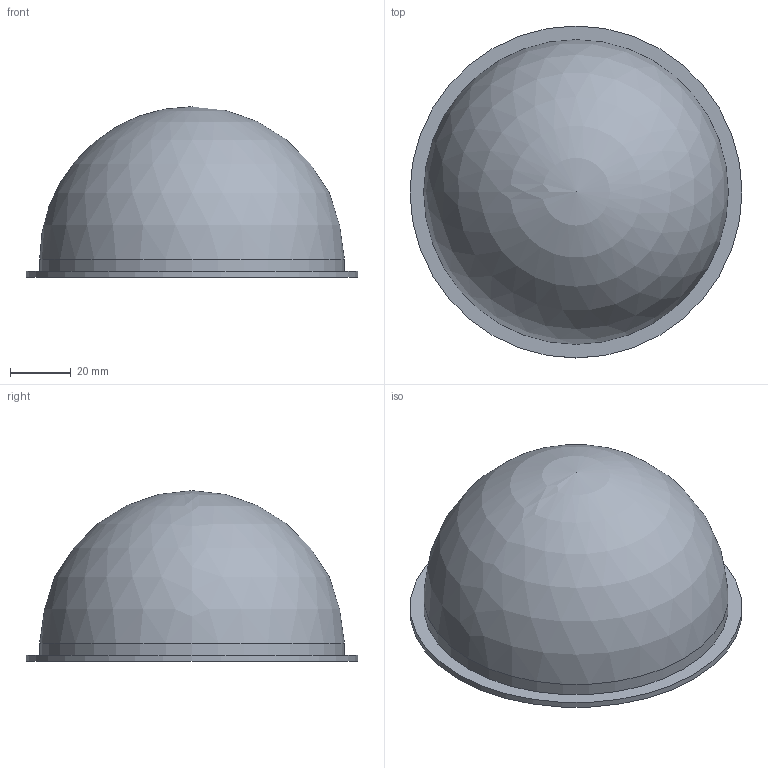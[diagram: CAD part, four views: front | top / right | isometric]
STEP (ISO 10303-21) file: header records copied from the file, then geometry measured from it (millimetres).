
FILE_DESCRIPTION(/* description */ ('','CAx-IF Rec.Pracs.---Representation and Presentation of Product Manufacturing Information (PMI)---4.0---2014-10-13'),/* implementation_level */ '2;1');
FILE_NAME(/* name */ 'OwlCat Dome 4 inch v2.step',/* time_stamp */ '2025-03-23T20:04:00+01:00',/* author */ (''),/* organization */ (''),/* preprocessor_version */ 'ST-DEVELOPER v20',/* originating_system */ 'Autodesk Translation Framework v13.20.0.188',/* authorisation */ '');
FILE_SCHEMA (('AP242_MANAGED_MODEL_BASED_3D_ENGINEERING_MIM_LF { 1 0 10303 442 1 1 4 }'));
Length unit declared in the file: millimetre
Products named in the file (1): OwlCat Dome 4" YY-04
Bounding box: 109 x 109 x 56 mm (x, y, z)
Volume: 36677.5 mm3; surface area: 37503.1 mm2
Topology: 1 solids, 1 shells, 7 faces, 13 edges, 8 vertices
Faces by surface type: cylinder 3, plane 2, sphere 2
Full cylindrical faces by diameter (mm): 96 x1, 100 x1, 109 x1
Entity records: 209 total; most frequent: DIRECTION 35, CARTESIAN_POINT 27, ORIENTED_EDGE 22, AXIS2_PLACEMENT_3D 16, EDGE_CURVE 11, EDGE_LOOP 9, CIRCLE 8, VERTEX_POINT 8
